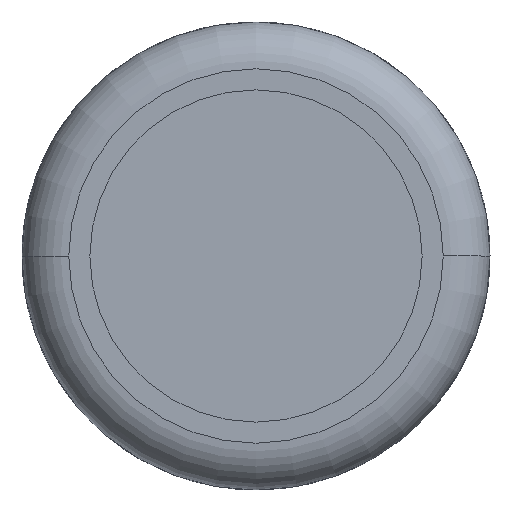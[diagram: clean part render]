
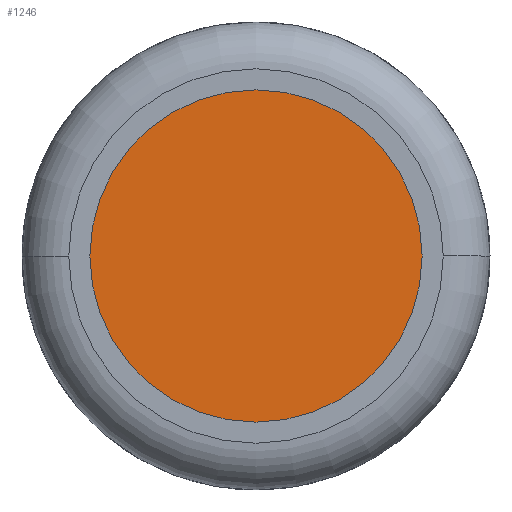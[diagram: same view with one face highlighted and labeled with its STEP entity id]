
A CAD part, left-side view. The second image highlights one B-rep face of the part: STEP entity #1246.
In plain terms, the highlighted planar face has unit normal (-1, 0, 0).
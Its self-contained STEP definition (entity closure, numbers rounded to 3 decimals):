
#1203=CARTESIAN_POINT('Vertex',(14.,-3.55,0.)) ;
#1210=CARTESIAN_POINT('Vertex',(14.,3.55,0.)) ;
#1213=CARTESIAN_POINT('Axis2P3D Location',(14.,0.,0.)) ;
#1225=CARTESIAN_POINT('Axis2P3D Location',(14.,0.,0.)) ;
#1237=CARTESIAN_POINT('Axis2P3D Location',(14.,0.,0.)) ;
#1214=DIRECTION('Axis2P3D Direction',(-1.,-0.,0.)) ;
#1226=DIRECTION('Axis2P3D Direction',(-1.,-0.,0.)) ;
#1238=DIRECTION('Axis2P3D Direction',(-1.,0.,0.)) ;
#1239=DIRECTION('Axis2P3D XDirection',(0.,-1.,0.)) ;
#1215=AXIS2_PLACEMENT_3D('Circle Axis2P3D',#1213,#1214,$) ;
#1227=AXIS2_PLACEMENT_3D('Circle Axis2P3D',#1225,#1226,$) ;
#1240=AXIS2_PLACEMENT_3D('Plane Axis2P3D',#1237,#1238,#1239) ;
#1243=ORIENTED_EDGE('',*,*,#1217,.T.) ;
#1244=ORIENTED_EDGE('',*,*,#1229,.T.) ;
#1246=ADVANCED_FACE('PartBody',(#1245),#1241,.T.) ;
#1216=CIRCLE('generated circle',#1215,3.55) ;
#1228=CIRCLE('generated circle',#1227,3.55) ;
#1217=EDGE_CURVE('',#1204,#1211,#1216,.T.) ;
#1229=EDGE_CURVE('',#1211,#1204,#1228,.T.) ;
#1242=EDGE_LOOP('',(#1243,#1244)) ;
#1245=FACE_OUTER_BOUND('',#1242,.T.) ;
#1241=PLANE('',#1240) ;
#1204=VERTEX_POINT('',#1203) ;
#1211=VERTEX_POINT('',#1210) ;
